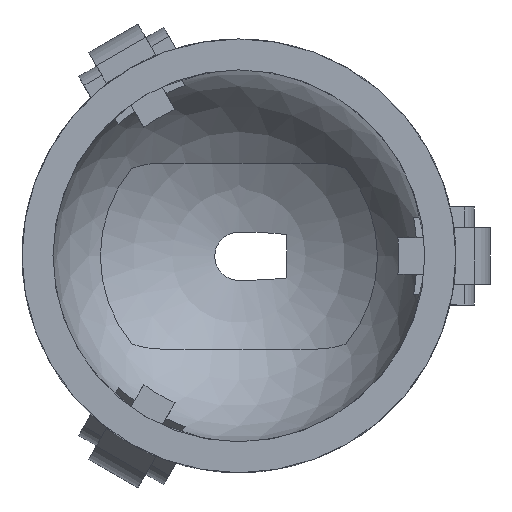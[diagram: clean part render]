
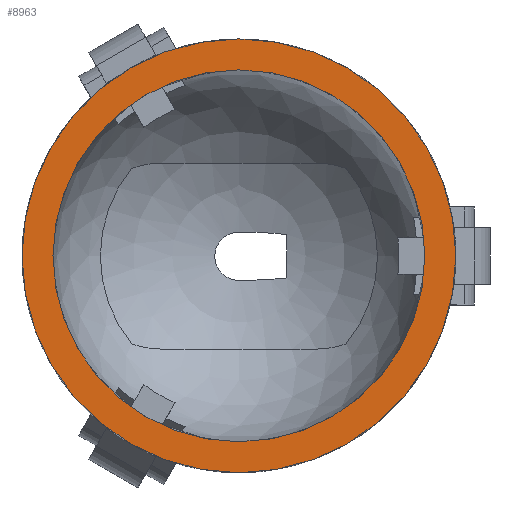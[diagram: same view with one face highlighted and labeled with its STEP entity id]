
A CAD part, top view. The second image highlights one B-rep face of the part: STEP entity #8963.
In plain terms, the highlighted planar face has unit normal (0, 0, 1).
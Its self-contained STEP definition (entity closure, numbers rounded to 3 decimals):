
#1983 = CYLINDRICAL_SURFACE('',#1984,21.);
#1984 = AXIS2_PLACEMENT_3D('',#1985,#1986,#1987);
#1985 = CARTESIAN_POINT('',(0.,0.,
    0.));
#1986 = DIRECTION('',(0.,0.,1.));
#1987 = DIRECTION('',(1.,0.,0.));
#5998 = VERTEX_POINT('',#5999);
#5999 = CARTESIAN_POINT('',(21.,0.,5.));
#6020 = EDGE_CURVE('',#5998,#5998,#6021,.T.);
#6021 = SURFACE_CURVE('',#6022,(#6027,#6034),.PCURVE_S1.);
#6022 = CIRCLE('',#6023,21.);
#6023 = AXIS2_PLACEMENT_3D('',#6024,#6025,#6026);
#6024 = CARTESIAN_POINT('',(0.,0.,5.));
#6025 = DIRECTION('',(0.,0.,-1.));
#6026 = DIRECTION('',(1.,0.,0.));
#6027 = PCURVE('',#1983,#6028);
#6028 = DEFINITIONAL_REPRESENTATION('',(#6029),#6033);
#6029 = LINE('',#6030,#6031);
#6030 = CARTESIAN_POINT('',(0.,5.));
#6031 = VECTOR('',#6032,1.);
#6032 = DIRECTION('',(-1.,0.));
#6033 = ( GEOMETRIC_REPRESENTATION_CONTEXT(2) 
PARAMETRIC_REPRESENTATION_CONTEXT() REPRESENTATION_CONTEXT('2D SPACE',''
  ) );
#6034 = PCURVE('',#6035,#6040);
#6035 = PLANE('',#6036);
#6036 = AXIS2_PLACEMENT_3D('',#6037,#6038,#6039);
#6037 = CARTESIAN_POINT('',(0.,0.,5.));
#6038 = DIRECTION('',(0.,0.,-1.));
#6039 = DIRECTION('',(1.,0.,0.));
#6040 = DEFINITIONAL_REPRESENTATION('',(#6041),#6045);
#6041 = CIRCLE('',#6042,21.);
#6042 = AXIS2_PLACEMENT_2D('',#6043,#6044);
#6043 = CARTESIAN_POINT('',(0.,0.));
#6044 = DIRECTION('',(1.,0.));
#6045 = ( GEOMETRIC_REPRESENTATION_CONTEXT(2) 
PARAMETRIC_REPRESENTATION_CONTEXT() REPRESENTATION_CONTEXT('2D SPACE',''
  ) );
#8963 = ADVANCED_FACE('',(#8964,#8995),#6035,.F.);
#8964 = FACE_BOUND('',#8965,.T.);
#8965 = EDGE_LOOP('',(#8966));
#8966 = ORIENTED_EDGE('',*,*,#8967,.T.);
#8967 = EDGE_CURVE('',#8968,#8968,#8970,.T.);
#8968 = VERTEX_POINT('',#8969);
#8969 = CARTESIAN_POINT('',(18.,0.,5.));
#8970 = SURFACE_CURVE('',#8971,(#8976,#8983),.PCURVE_S1.);
#8971 = CIRCLE('',#8972,18.);
#8972 = AXIS2_PLACEMENT_3D('',#8973,#8974,#8975);
#8973 = CARTESIAN_POINT('',(0.,0.,5.));
#8974 = DIRECTION('',(0.,0.,-1.));
#8975 = DIRECTION('',(1.,0.,0.));
#8976 = PCURVE('',#6035,#8977);
#8977 = DEFINITIONAL_REPRESENTATION('',(#8978),#8982);
#8978 = CIRCLE('',#8979,18.);
#8979 = AXIS2_PLACEMENT_2D('',#8980,#8981);
#8980 = CARTESIAN_POINT('',(0.,0.));
#8981 = DIRECTION('',(1.,0.));
#8982 = ( GEOMETRIC_REPRESENTATION_CONTEXT(2) 
PARAMETRIC_REPRESENTATION_CONTEXT() REPRESENTATION_CONTEXT('2D SPACE',''
  ) );
#8983 = PCURVE('',#8984,#8989);
#8984 = CYLINDRICAL_SURFACE('',#8985,18.);
#8985 = AXIS2_PLACEMENT_3D('',#8986,#8987,#8988);
#8986 = CARTESIAN_POINT('',(0.,0.,
    0.));
#8987 = DIRECTION('',(0.,0.,1.));
#8988 = DIRECTION('',(1.,0.,0.));
#8989 = DEFINITIONAL_REPRESENTATION('',(#8990),#8994);
#8990 = LINE('',#8991,#8992);
#8991 = CARTESIAN_POINT('',(0.,5.));
#8992 = VECTOR('',#8993,1.);
#8993 = DIRECTION('',(-1.,0.));
#8994 = ( GEOMETRIC_REPRESENTATION_CONTEXT(2) 
PARAMETRIC_REPRESENTATION_CONTEXT() REPRESENTATION_CONTEXT('2D SPACE',''
  ) );
#8995 = FACE_BOUND('',#8996,.T.);
#8996 = EDGE_LOOP('',(#8997));
#8997 = ORIENTED_EDGE('',*,*,#6020,.F.);
